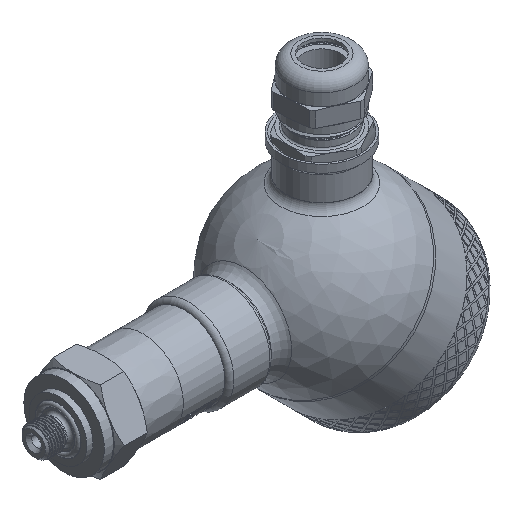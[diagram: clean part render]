
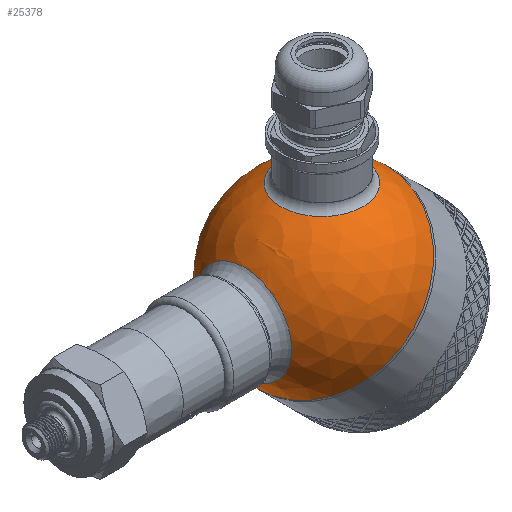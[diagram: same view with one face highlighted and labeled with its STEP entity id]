
A CAD part, isometric view. The second image highlights one B-rep face of the part: STEP entity #25378.
In plain terms, the highlighted spherical face has radius 30 mm.
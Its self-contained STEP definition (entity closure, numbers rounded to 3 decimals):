
#136=SPHERICAL_SURFACE('',#26976,30.);
#1143=FACE_BOUND('',#3802,.T.);
#1144=FACE_BOUND('',#3803,.T.);
#2138=FACE_OUTER_BOUND('',#3801,.T.);
#3801=EDGE_LOOP('',(#18446,#18447,#18448,#18449));
#3802=EDGE_LOOP('',(#18450));
#3803=EDGE_LOOP('',(#18451));
#5324=CIRCLE('',#26899,30.);
#5325=CIRCLE('',#26900,30.);
#5352=CIRCLE('',#26972,13.5);
#5355=CIRCLE('',#26977,30.);
#5356=CIRCLE('',#26978,15.643);
#9867=VERTEX_POINT('',#34880);
#9868=VERTEX_POINT('',#34882);
#10395=VERTEX_POINT('',#41646);
#10397=VERTEX_POINT('',#41653);
#10398=VERTEX_POINT('',#41655);
#12604=EDGE_CURVE('',#9867,#9868,#5324,.T.);
#12605=EDGE_CURVE('',#9868,#9867,#5325,.T.);
#13398=EDGE_CURVE('',#10395,#10395,#5352,.T.);
#13401=EDGE_CURVE('',#9868,#10397,#5355,.T.);
#13402=EDGE_CURVE('',#10398,#10398,#5356,.T.);
#18446=ORIENTED_EDGE('',*,*,#12605,.F.);
#18447=ORIENTED_EDGE('',*,*,#13401,.T.);
#18448=ORIENTED_EDGE('',*,*,#13401,.F.);
#18449=ORIENTED_EDGE('',*,*,#12604,.F.);
#18450=ORIENTED_EDGE('',*,*,#13402,.F.);
#18451=ORIENTED_EDGE('',*,*,#13398,.F.);
#25378=ADVANCED_FACE('',(#2138,#1143,#1144),#136,.T.);
#26899=AXIS2_PLACEMENT_3D('',#34883,#28329,#28330);
#26900=AXIS2_PLACEMENT_3D('',#34884,#28331,#28332);
#26972=AXIS2_PLACEMENT_3D('',#41647,#28753,#28754);
#26976=AXIS2_PLACEMENT_3D('',#41652,#28761,#28762);
#26977=AXIS2_PLACEMENT_3D('',#41654,#28763,#28764);
#26978=AXIS2_PLACEMENT_3D('',#41656,#28765,#28766);
#28329=DIRECTION('center_axis',(1.,0.,0.));
#28330=DIRECTION('ref_axis',(0.,1.,0.));
#28331=DIRECTION('center_axis',(1.,0.,0.));
#28332=DIRECTION('ref_axis',(0.,1.,0.));
#28753=DIRECTION('center_axis',(-0.707,0.,-0.707));
#28754=DIRECTION('ref_axis',(-0.707,0.,0.707));
#28761=DIRECTION('center_axis',(1.,0.,0.));
#28762=DIRECTION('ref_axis',(0.,-1.,0.));
#28763=DIRECTION('center_axis',(0.,0.,1.));
#28764=DIRECTION('ref_axis',(0.,1.,0.));
#28765=DIRECTION('center_axis',(-0.707,0.,0.707));
#28766=DIRECTION('ref_axis',(0.707,0.,0.707));
#34880=CARTESIAN_POINT('',(0.,-30.,0.));
#34882=CARTESIAN_POINT('',(0.,30.,0.));
#34883=CARTESIAN_POINT('Origin',(0.,0.,0.));
#34884=CARTESIAN_POINT('Origin',(0.,0.,0.));
#41646=CARTESIAN_POINT('',(-9.398,0.,-28.49));
#41647=CARTESIAN_POINT('Origin',(-18.944,0.,-18.944));
#41652=CARTESIAN_POINT('Origin',(0.,0.,0.));
#41653=CARTESIAN_POINT('',(-30.,0.,0.));
#41654=CARTESIAN_POINT('Origin',(0.,0.,0.));
#41655=CARTESIAN_POINT('',(-29.162,0.,7.04));
#41656=CARTESIAN_POINT('Origin',(-18.101,0.,18.101));
